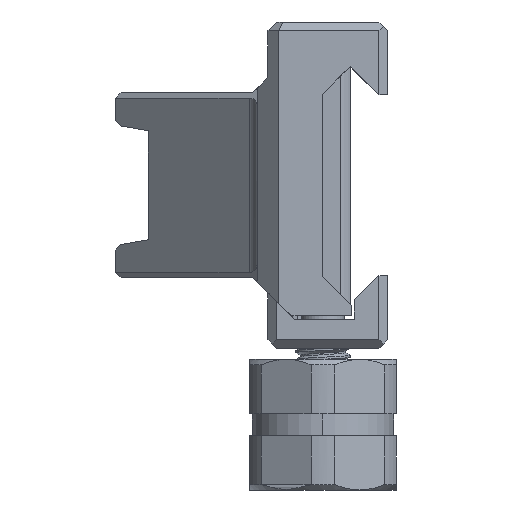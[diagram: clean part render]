
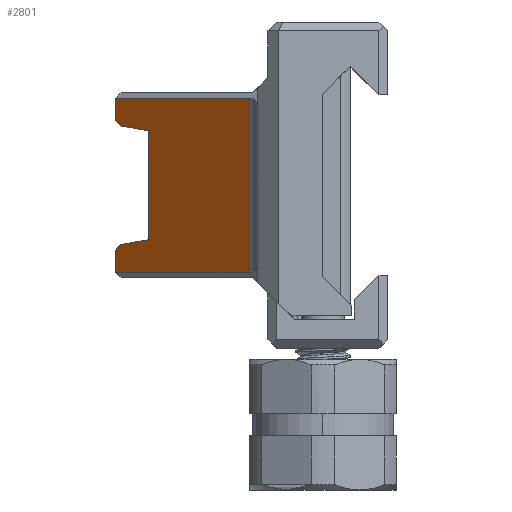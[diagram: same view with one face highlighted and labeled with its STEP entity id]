
A CAD part, left-side view. The second image highlights one B-rep face of the part: STEP entity #2801.
In plain terms, the highlighted planar face has unit normal (-0.707, 0.707, 0).
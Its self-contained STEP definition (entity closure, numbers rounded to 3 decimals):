
#615=DIRECTION('',(-0.707,-0.707,0.));
#616=VECTOR('',#615,17.349);
#617=CARTESIAN_POINT('',(64.883,25.711,-8.));
#618=LINE('',#617,#616);
#627=DIRECTION('',(0.,0.,1.));
#628=VECTOR('',#627,16.);
#629=CARTESIAN_POINT('',(52.615,13.443,-8.));
#630=LINE('',#629,#628);
#631=DIRECTION('',(0.541,0.541,-0.644));
#632=VECTOR('',#631,0.764);
#633=CARTESIAN_POINT('',(64.47,25.298,-5.456));
#634=LINE('',#633,#632);
#635=DIRECTION('',(0.702,0.702,-0.124));
#636=VECTOR('',#635,3.687);
#637=CARTESIAN_POINT('',(61.883,22.711,-5.));
#638=LINE('',#637,#636);
#639=DIRECTION('',(0.,0.,-1.));
#640=VECTOR('',#639,10.001);
#641=CARTESIAN_POINT('',(61.883,22.711,5.));
#642=LINE('',#641,#640);
#643=DIRECTION('',(-0.702,-0.702,-0.124));
#644=VECTOR('',#643,3.687);
#645=CARTESIAN_POINT('',(64.47,25.298,5.456));
#646=LINE('',#645,#644);
#647=DIRECTION('',(-0.541,-0.541,-0.644));
#648=VECTOR('',#647,0.764);
#649=CARTESIAN_POINT('',(64.883,25.711,5.949));
#650=LINE('',#649,#648);
#679=DIRECTION('',(0.707,0.707,0.));
#680=VECTOR('',#679,17.349);
#681=CARTESIAN_POINT('',(52.615,13.443,8.));
#682=LINE('',#681,#680);
#704=DIRECTION('',(0.,0.,-1.));
#705=VECTOR('',#704,2.051);
#706=CARTESIAN_POINT('',(64.883,25.711,8.));
#707=LINE('',#706,#705);
#720=DIRECTION('',(0.,0.,-1.));
#721=VECTOR('',#720,2.051);
#722=CARTESIAN_POINT('',(64.883,25.711,-5.949));
#723=LINE('',#722,#721);
#1585=CARTESIAN_POINT('',(61.883,22.711,5.));
#1586=CARTESIAN_POINT('',(61.883,22.711,-5.));
#1587=VERTEX_POINT('',#1585);
#1588=VERTEX_POINT('',#1586);
#1603=CARTESIAN_POINT('',(64.883,25.711,8.));
#1604=VERTEX_POINT('',#1603);
#1627=CARTESIAN_POINT('',(64.883,25.711,-8.));
#1628=VERTEX_POINT('',#1627);
#1629=CARTESIAN_POINT('',(64.883,25.711,-5.949));
#1630=VERTEX_POINT('',#1629);
#1631=CARTESIAN_POINT('',(64.883,25.711,5.949));
#1632=VERTEX_POINT('',#1631);
#1633=CARTESIAN_POINT('',(64.47,25.298,5.456));
#1634=VERTEX_POINT('',#1633);
#1635=CARTESIAN_POINT('',(64.47,25.298,-5.456));
#1636=VERTEX_POINT('',#1635);
#1899=CARTESIAN_POINT('',(52.615,13.443,-8.));
#1900=CARTESIAN_POINT('',(52.615,13.443,8.));
#1901=VERTEX_POINT('',#1899);
#1902=VERTEX_POINT('',#1900);
#2775=CARTESIAN_POINT('',(63.247,24.075,15.));
#2776=DIRECTION('',(-0.707,0.707,0.));
#2777=DIRECTION('',(-0.707,-0.707,0.));
#2778=AXIS2_PLACEMENT_3D('',#2775,#2776,#2777);
#2779=PLANE('',#2778);
#2781=ORIENTED_EDGE('',*,*,#2780,.F.);
#2782=ORIENTED_EDGE('',*,*,#2762,.F.);
#2784=ORIENTED_EDGE('',*,*,#2783,.F.);
#2786=ORIENTED_EDGE('',*,*,#2785,.F.);
#2788=ORIENTED_EDGE('',*,*,#2787,.F.);
#2790=ORIENTED_EDGE('',*,*,#2789,.F.);
#2792=ORIENTED_EDGE('',*,*,#2791,.F.);
#2794=ORIENTED_EDGE('',*,*,#2793,.F.);
#2796=ORIENTED_EDGE('',*,*,#2795,.F.);
#2798=ORIENTED_EDGE('',*,*,#2797,.F.);
#2799=EDGE_LOOP('',(#2781,#2782,#2784,#2786,#2788,#2790,#2792,#2794,#2796,
#2798));
#2800=FACE_OUTER_BOUND('',#2799,.F.);
#2801=ADVANCED_FACE('',(#2800),#2779,.T.);
#2762=EDGE_CURVE('',#1628,#1901,#618,.T.);
#2780=EDGE_CURVE('',#1901,#1902,#630,.T.);
#2783=EDGE_CURVE('',#1630,#1628,#723,.T.);
#2785=EDGE_CURVE('',#1636,#1630,#634,.T.);
#2787=EDGE_CURVE('',#1588,#1636,#638,.T.);
#2789=EDGE_CURVE('',#1587,#1588,#642,.T.);
#2791=EDGE_CURVE('',#1634,#1587,#646,.T.);
#2793=EDGE_CURVE('',#1632,#1634,#650,.T.);
#2795=EDGE_CURVE('',#1604,#1632,#707,.T.);
#2797=EDGE_CURVE('',#1902,#1604,#682,.T.);
